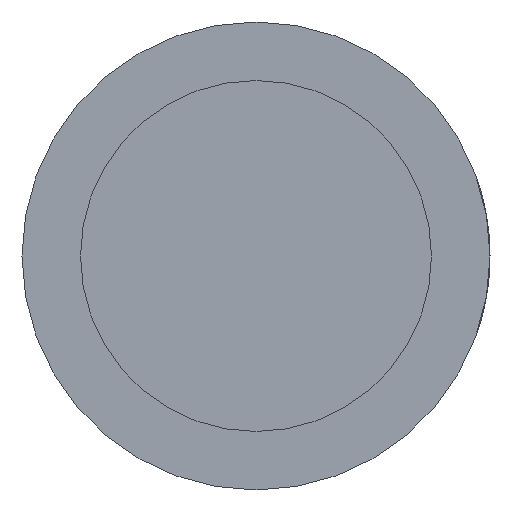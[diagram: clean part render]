
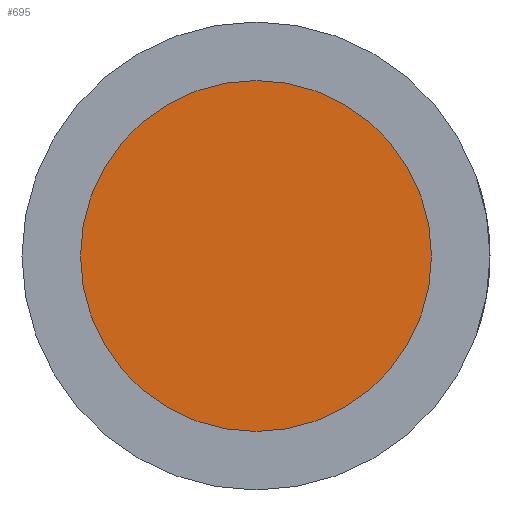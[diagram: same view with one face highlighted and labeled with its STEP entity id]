
A CAD part, left-side view. The second image highlights one B-rep face of the part: STEP entity #695.
In plain terms, the highlighted planar face has unit normal (-1, 0, 0).
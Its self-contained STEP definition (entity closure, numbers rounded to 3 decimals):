
#24=PLANE('',#770);
#80=FACE_OUTER_BOUND('',#121,.T.);
#121=EDGE_LOOP('',(#548,#549));
#240=CIRCLE('',#771,7.5);
#241=CIRCLE('',#772,7.5);
#317=VERTEX_POINT('',#1282);
#318=VERTEX_POINT('',#1283);
#408=EDGE_CURVE('',#317,#318,#240,.T.);
#409=EDGE_CURVE('',#318,#317,#241,.T.);
#548=ORIENTED_EDGE('',*,*,#408,.F.);
#549=ORIENTED_EDGE('',*,*,#409,.F.);
#695=ADVANCED_FACE('',(#80),#24,.T.);
#770=AXIS2_PLACEMENT_3D('',#1281,#923,#924);
#771=AXIS2_PLACEMENT_3D('',#1284,#925,#926);
#772=AXIS2_PLACEMENT_3D('',#1285,#927,#928);
#923=DIRECTION('center_axis',(-1.,0.,0.));
#924=DIRECTION('ref_axis',(0.,0.,1.));
#925=DIRECTION('center_axis',(1.,0.,0.));
#926=DIRECTION('ref_axis',(0.,0.,-1.));
#927=DIRECTION('center_axis',(1.,0.,0.));
#928=DIRECTION('ref_axis',(0.,0.,-1.));
#1281=CARTESIAN_POINT('Origin',(-9.6,0.,-7.5));
#1282=CARTESIAN_POINT('',(-9.6,0.,-7.5));
#1283=CARTESIAN_POINT('',(-9.6,0.,7.5));
#1284=CARTESIAN_POINT('Origin',(-9.6,0.,0.));
#1285=CARTESIAN_POINT('Origin',(-9.6,0.,0.));
